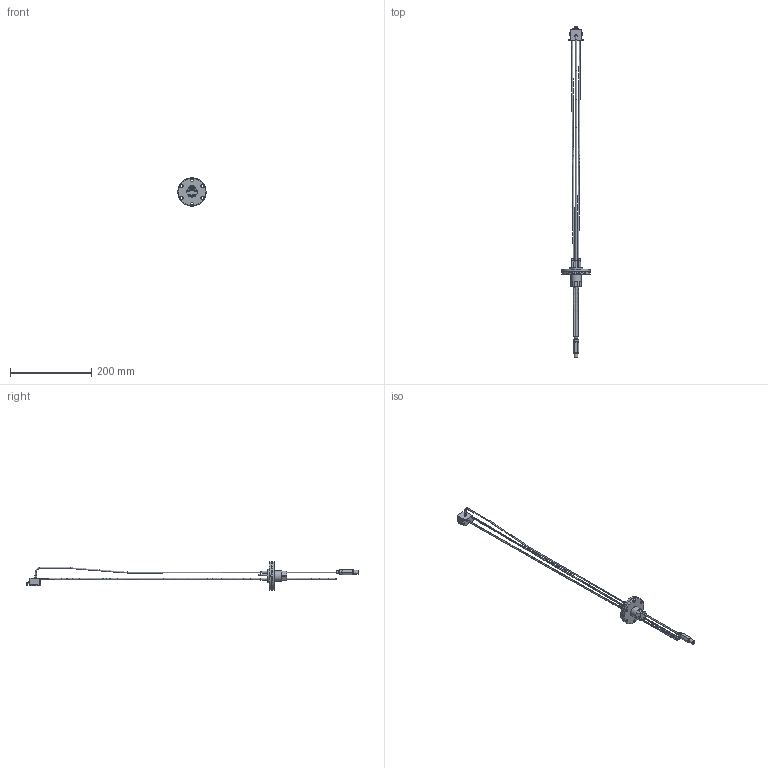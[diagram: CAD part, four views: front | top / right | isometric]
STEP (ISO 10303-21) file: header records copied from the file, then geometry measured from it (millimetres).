
FILE_DESCRIPTION(/* description */ (''),/* implementation_level */ '2;1');
FILE_NAME(/* name */ 'CDS-A0F47-O_1_1-CDS-A0F47 OUTLINE MODEL.stp',/* time_stamp */ '2025-01-06T18:16:30-05:00',/* author */ (''),/* organization */ (''),/* preprocessor_version */ 'ST-DEVELOPER v16.7',/* originating_system */ 'SIEMENS PLM Software NX 12.0',/* authorisation */ '');
FILE_SCHEMA (('AUTOMOTIVE_DESIGN { 1 0 10303 214 3 1 1 1 }'));
Length unit declared in the file: millimetre
Products named in the file (1): CDS-A0F47-O_1_1-CDS-A0F47 OUTLINE MODEL
Bounding box: 69.34 x 816.05 x 69.34 mm (x, y, z)
Volume: 86674.6 mm3; surface area: 64099.4 mm2
Topology: 1 solids, 9 shells, 722 faces, 1635 edges, 984 vertices
Faces by surface type: plane 501, cylinder 163, cone 38, extrusion 12, torus 6, sphere 2
Full cylindrical faces by diameter (mm): 1.27 x1, 1.778 x1, 2.032 x1, 2.329 x2, 2.36 x3, 3.175 x4, 3.251 x1, 3.34 x4, 3.835 x1, 3.848 x2, 3.962 x8, 4.445 x2, 4.763 x5, 5.08 x1, 6.259 x1, 6.35 x1, 6.731 x6, 7.938 x1, 8.128 x1, 9.525 x1, 10.414 x1, 12.7 x1, 25.194 x1, 32.766 x1, 41.91 x1, 48.311 x1, 66.294 x1, 69.342 x2
Entity records: 20867 total; most frequent: CARTESIAN_POINT 4375, DIRECTION 3461, ORIENTED_EDGE 3048, EDGE_CURVE 1524, AXIS2_PLACEMENT_3D 1287, VERTEX_POINT 964, EDGE_LOOP 894, VECTOR 887
